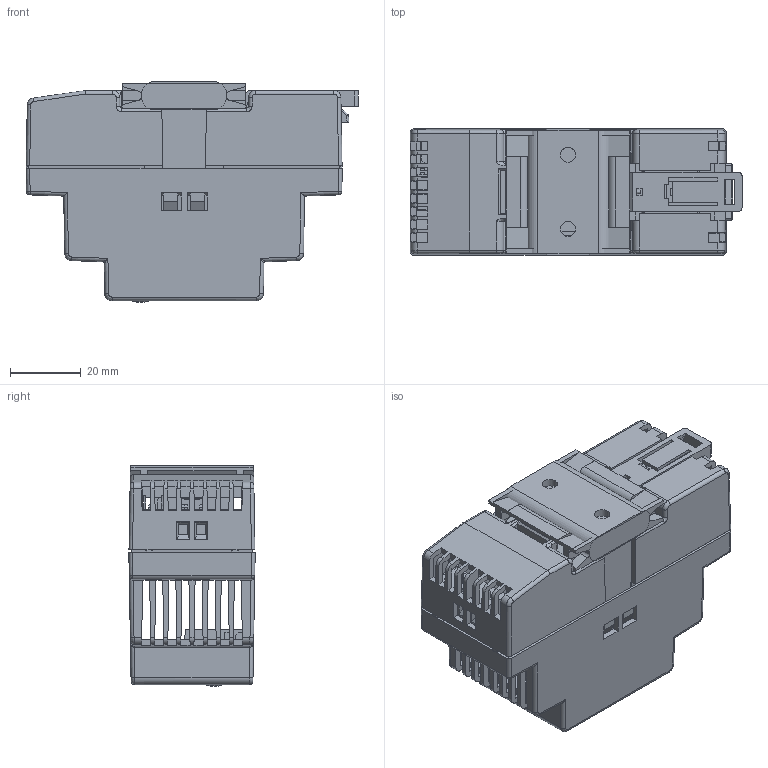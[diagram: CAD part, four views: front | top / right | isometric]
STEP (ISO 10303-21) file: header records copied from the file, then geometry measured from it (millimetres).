
FILE_DESCRIPTION( ( 'Unknown' ), '1' );
FILE_NAME( 'TBLC_25.stp', 'Unknown', ( 'Unknown' ), ( 'Unknown' ), 'PSStep 14.0', 'Unknown', ' ' );
FILE_SCHEMA( ( 'AUTOMOTIVE_DESIGN { 1 0 10303 214 1 1 1 1 }' ) );
Length unit declared in the file: millimetre
Products named in the file (7): Assem1; MODULE; Wall_Mount
Bounding box: 94.07 x 35.8 x 62.48 mm (x, y, z)
Volume: 12993.7 mm3; surface area: 93772.8 mm2
Topology: 10 solids, 12 shells, 2962 faces, 8444 edges, 5458 vertices
Faces by surface type: plane 1830, bspline 378, cylinder 358, offset 148, extrusion 116, sphere 46, cone 46, torus 24, revolution 16
Full cylindrical faces by diameter (mm): 1 x2, 2.997 x2, 3.85 x10, 3.95 x8, 4.05 x10, 4.3 x4
Entity records: 68138 total; most frequent: CARTESIAN_POINT 15326, ORIENTED_EDGE 8284, DIRECTION 6579, EDGE_CURVE 4142, VECTOR 3245, LINE 3145, VERTEX_POINT 2699, PRESENTATION_STYLE_ASSIGNMENT 2250
